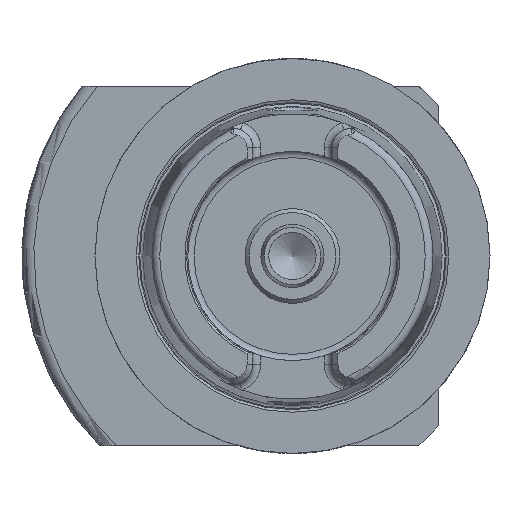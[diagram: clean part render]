
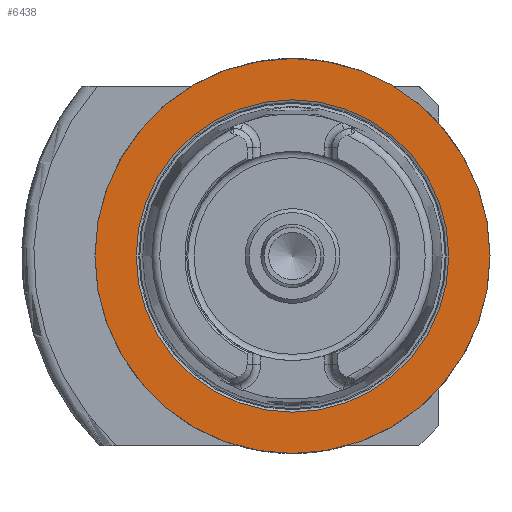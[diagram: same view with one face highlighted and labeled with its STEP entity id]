
A CAD part, left-side view. The second image highlights one B-rep face of the part: STEP entity #6438.
In plain terms, the highlighted planar face has unit normal (-1, 0, 0).
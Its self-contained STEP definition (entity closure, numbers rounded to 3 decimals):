
#3649=CARTESIAN_POINT('',(0.,50.0,0.0));
#3650=VERTEX_POINT('',#3649);
#3651=CARTESIAN_POINT('',(0.,0.,0.0));
#3652=DIRECTION('',(1.0,0.0,0.0));
#3653=DIRECTION('',(0.0,1.0,0.0));
#3654=AXIS2_PLACEMENT_3D('',#3651,#3652,#3653);
#3655=CIRCLE('',#3654,50.0);
#3656=EDGE_CURVE('',#3650,#3650,#3655,.T.);
#6412=CARTESIAN_POINT('',(0.,39.55,0.0));
#6413=VERTEX_POINT('',#6412);
#6414=CARTESIAN_POINT('',(0.,0.,0.0));
#6415=DIRECTION('',(1.0,0.0,0.0));
#6416=DIRECTION('',(0.0,1.0,0.0));
#6417=AXIS2_PLACEMENT_3D('',#6414,#6415,#6416);
#6418=CIRCLE('',#6417,39.55);
#6419=EDGE_CURVE('',#6413,#6413,#6418,.T.);
#6427=CARTESIAN_POINT('',(0.,44.775,0.0));
#6428=DIRECTION('',(-1.0,0.0,0.0));
#6429=DIRECTION('',(0.0,0.0,1.0));
#6430=AXIS2_PLACEMENT_3D('',#6427,#6428,#6429);
#6431=PLANE('',#6430);
#6432=ORIENTED_EDGE('',*,*,#3656,.F.);
#6433=EDGE_LOOP('',(#6432));
#6434=FACE_OUTER_BOUND('',#6433,.T.);
#6435=ORIENTED_EDGE('',*,*,#6419,.T.);
#6436=EDGE_LOOP('',(#6435));
#6437=FACE_BOUND('',#6436,.T.);
#6438=ADVANCED_FACE('',(#6434,#6437),#6431,.T.);
